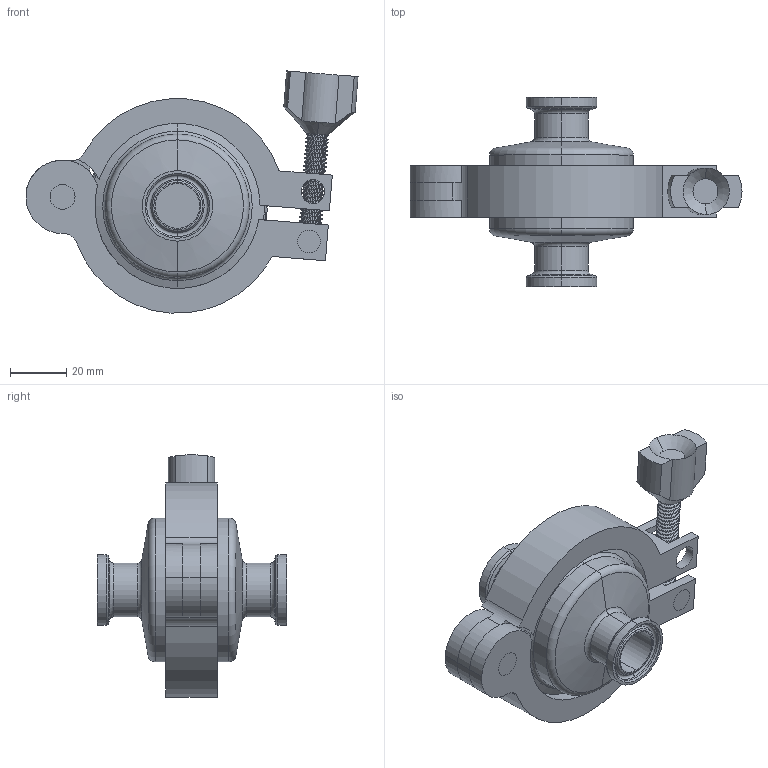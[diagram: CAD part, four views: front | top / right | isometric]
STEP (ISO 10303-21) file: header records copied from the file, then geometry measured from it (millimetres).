
FILE_DESCRIPTION (( 'STEP AP203' ), '1' );
FILE_NAME ('SVC-075-TC.STEP', '2017-06-08T13:12:06', ( '' ), ( '' ), 'SwSTEP 2.0', 'SolidWorks 2014', '' );
FILE_SCHEMA (( 'CONFIG_CONTROL_DESIGN' ));
Length unit declared in the file: inch
Products named in the file (2): SVC-075-TC
Bounding box: 117.8 x 67.11 x 85.9 mm (x, y, z)
Volume: 123730.1 mm3; surface area: 35249 mm2
Topology: 2 solids, 2 shells, 351 faces, 747 edges, 412 vertices
Faces by surface type: cylinder 153, cone 124, plane 42, torus 32
Entity records: 12510 total; most frequent: CARTESIAN_POINT 4894, DIRECTION 1641, ORIENTED_EDGE 1494, EDGE_CURVE 747, AXIS2_PLACEMENT_3D 659, VERTEX_POINT 412, EDGE_LOOP 369, FACE_OUTER_BOUND 351
